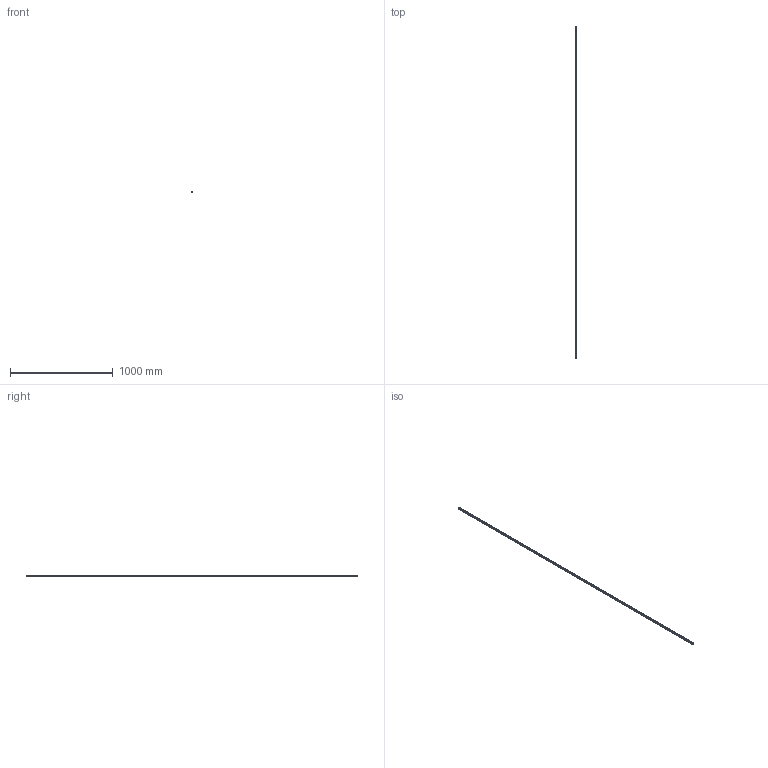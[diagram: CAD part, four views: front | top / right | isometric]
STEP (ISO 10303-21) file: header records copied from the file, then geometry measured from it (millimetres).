
FILE_DESCRIPTION(('STEP AP214'),'1');
FILE_NAME('cctmp_5C4712E9-BA9D-4055-AE72-6B92B179F83D_2020_5_5_14_22_1_104..stp','2020-05-05T12:22:01',('HIWIN GmbH'),('CADClick - www.CADClick.com'),'Spatial InterOp 3D',' ','unknown authorization');
FILE_SCHEMA(('AUTOMOTIVE_DESIGN'));
Length unit declared in the file: millimetre
Products named in the file (1): HGR15R3230H_FILE
Bounding box: 15 x 3230 x 15 mm (x, y, z)
Volume: 593394 mm3; surface area: 215049.9 mm2
Topology: 1 solids, 1 shells, 601 faces, 1299 edges, 866 vertices
Faces by surface type: cylinder 350, plane 251
Entity records: 21505 total; most frequent: DIRECTION 3203, CARTESIAN_POINT 2767, ORIENTED_EDGE 2598, AXIS2_PLACEMENT_3D 1302, EDGE_CURVE 1299, VERTEX_POINT 866, EDGE_LOOP 767, CIRCLE 700
